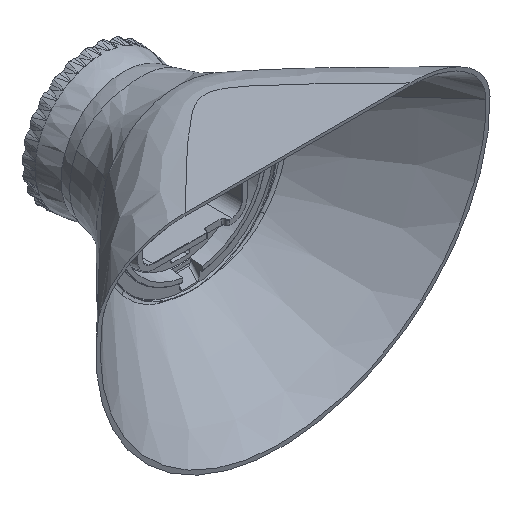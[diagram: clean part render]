
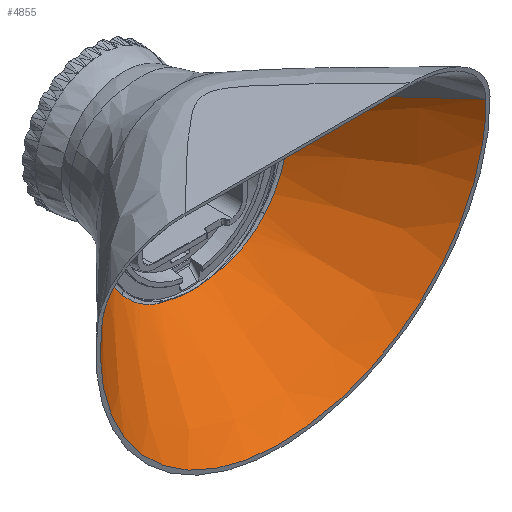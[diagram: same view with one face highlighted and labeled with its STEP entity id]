
A CAD part, isometric view. The second image highlights one B-rep face of the part: STEP entity #4855.
In plain terms, the highlighted conical face has half-angle 45 degrees and reference radius 33.151 mm.
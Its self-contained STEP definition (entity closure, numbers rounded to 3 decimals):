
#62=CONICAL_SURFACE('',#5227,33.151,0.785);
#296=ELLIPSE('',#5228,78.629,78.318);
#859=FACE_OUTER_BOUND('',#1156,.T.);
#1156=EDGE_LOOP('',(#4499,#4500,#4501,#4502,#4503,#4504,#4505,#4506,#4507,
#4508));
#1568=B_SPLINE_CURVE_WITH_KNOTS('',3,(#17231,#17232,#17233,#17234,#17235,
#17236),.UNSPECIFIED.,.F.,.F.,(4,2,4),(-0.612,0.,0.002),
 .UNSPECIFIED.);
#1576=B_SPLINE_CURVE_WITH_KNOTS('',3,(#17611,#17612,#17613,#17614,#17615),
 .UNSPECIFIED.,.F.,.F.,(4,1,4),(-1.812,-0.777,0.),
 .UNSPECIFIED.);
#1579=B_SPLINE_CURVE_WITH_KNOTS('',3,(#17654,#17655,#17656,#17657,#17658,
#17659),.UNSPECIFIED.,.F.,.F.,(4,2,4),(-0.615,-0.612,
0.),.UNSPECIFIED.);
#1580=B_SPLINE_CURVE_WITH_KNOTS('',3,(#17681,#17682,#17683,#17684,#17685),
 .UNSPECIFIED.,.F.,.F.,(4,1,4),(-1.812,-0.777,0.),
 .UNSPECIFIED.);
#1582=B_SPLINE_CURVE_WITH_KNOTS('',3,(#17932,#17933,#17934,#17935,#17936,
#17937,#17938,#17939),.UNSPECIFIED.,.F.,.F.,(4,1,1,1,1,4),(1.646,
2.817,3.987,6.327,7.107,7.513),
 .UNSPECIFIED.);
#1586=B_SPLINE_CURVE_WITH_KNOTS('',3,(#17993,#17994,#17995,#17996,#17997,
#17998,#17999,#18000),.UNSPECIFIED.,.F.,.F.,(4,1,1,1,1,4),(12.163,
12.178,13.349,15.689,16.859,18.029),
 .UNSPECIFIED.);
#1587=B_SPLINE_CURVE_WITH_KNOTS('',3,(#18003,#18004,#18005,#18006,#18007),
 .UNSPECIFIED.,.F.,.F.,(4,1,4),(-4.992,-4.14,-3.501),
 .UNSPECIFIED.);
#1756=CIRCLE('',#5214,38.089);
#1762=CIRCLE('',#5221,38.089);
#2232=VERTEX_POINT('',#17228);
#2233=VERTEX_POINT('',#17230);
#2234=VERTEX_POINT('',#17244);
#2237=VERTEX_POINT('',#17249);
#2241=VERTEX_POINT('',#17340);
#2245=VERTEX_POINT('',#17588);
#2247=VERTEX_POINT('',#17646);
#2248=VERTEX_POINT('',#17653);
#2249=VERTEX_POINT('',#17931);
#2256=VERTEX_POINT('',#17982);
#2979=EDGE_CURVE('',#2232,#2233,#1568,.T.);
#2984=EDGE_CURVE('',#2237,#2234,#1756,.T.);
#2996=EDGE_CURVE('',#2245,#2241,#1762,.T.);
#2997=EDGE_CURVE('',#2234,#2232,#1576,.T.);
#3000=EDGE_CURVE('',#2247,#2248,#1579,.T.);
#3002=EDGE_CURVE('',#2248,#2245,#1580,.T.);
#3004=EDGE_CURVE('',#2249,#2241,#1582,.T.);
#3012=EDGE_CURVE('',#2237,#2256,#1586,.T.);
#3013=EDGE_CURVE('',#2256,#2249,#296,.T.);
#3014=EDGE_CURVE('',#2233,#2247,#1587,.T.);
#4499=ORIENTED_EDGE('',*,*,#2979,.F.);
#4500=ORIENTED_EDGE('',*,*,#2997,.F.);
#4501=ORIENTED_EDGE('',*,*,#2984,.F.);
#4502=ORIENTED_EDGE('',*,*,#3012,.T.);
#4503=ORIENTED_EDGE('',*,*,#3013,.T.);
#4504=ORIENTED_EDGE('',*,*,#3004,.T.);
#4505=ORIENTED_EDGE('',*,*,#2996,.F.);
#4506=ORIENTED_EDGE('',*,*,#3002,.F.);
#4507=ORIENTED_EDGE('',*,*,#3000,.F.);
#4508=ORIENTED_EDGE('',*,*,#3014,.F.);
#4855=ADVANCED_FACE('',(#859),#62,.F.);
#5214=AXIS2_PLACEMENT_3D('',#17251,#6029,#6030);
#5221=AXIS2_PLACEMENT_3D('',#17590,#6043,#6044);
#5227=AXIS2_PLACEMENT_3D('',#18001,#6055,#6056);
#5228=AXIS2_PLACEMENT_3D('',#18002,#6057,#6058);
#6029=DIRECTION('center_axis',(0.,-1.,0.));
#6030=DIRECTION('ref_axis',(-0.93,0.,-0.367));
#6043=DIRECTION('center_axis',(0.,-1.,0.));
#6044=DIRECTION('ref_axis',(0.93,0.,-0.367));
#6055=DIRECTION('center_axis',(0.,-1.,0.));
#6056=DIRECTION('ref_axis',(0.,0.,-1.));
#6057=DIRECTION('center_axis',(0.,-0.998,
-0.063));
#6058=DIRECTION('ref_axis',(0.,0.063,-0.998));
#17228=CARTESIAN_POINT('',(-13.615,6.853,-35.219));
#17230=CARTESIAN_POINT('',(-7.427,7.108,-36.76));
#17231=CARTESIAN_POINT('Ctrl Pts',(-13.615,6.853,-35.219));
#17232=CARTESIAN_POINT('Ctrl Pts',(-11.606,6.95,-35.891));
#17233=CARTESIAN_POINT('Ctrl Pts',(-9.543,7.03,-36.411));
#17234=CARTESIAN_POINT('Ctrl Pts',(-7.443,7.108,-36.758));
#17235=CARTESIAN_POINT('Ctrl Pts',(-7.435,7.108,-36.759));
#17236=CARTESIAN_POINT('Ctrl Pts',(-7.427,7.108,-36.76));
#17244=CARTESIAN_POINT('',(-28.969,6.523,-24.729));
#17249=CARTESIAN_POINT('',(-34.507,6.522,16.124));
#17251=CARTESIAN_POINT('Origin',(0.,6.523,
0.));
#17340=CARTESIAN_POINT('',(34.51,6.523,16.123));
#17588=CARTESIAN_POINT('',(28.948,6.523,-24.754));
#17590=CARTESIAN_POINT('Origin',(0.,6.523,0.));
#17611=CARTESIAN_POINT('Ctrl Pts',(-28.969,6.523,-24.729));
#17612=CARTESIAN_POINT('Ctrl Pts',(-26.642,6.523,-27.456));
#17613=CARTESIAN_POINT('Ctrl Pts',(-21.85,6.576,-31.613));
#17614=CARTESIAN_POINT('Ctrl Pts',(-16.163,6.729,-34.366));
#17615=CARTESIAN_POINT('Ctrl Pts',(-13.615,6.853,-35.219));
#17646=CARTESIAN_POINT('',(7.395,7.108,-36.767));
#17653=CARTESIAN_POINT('',(13.585,6.853,-35.23));
#17654=CARTESIAN_POINT('Ctrl Pts',(7.395,7.108,-36.767));
#17655=CARTESIAN_POINT('Ctrl Pts',(7.404,7.108,-36.765));
#17656=CARTESIAN_POINT('Ctrl Pts',(7.412,7.108,-36.764));
#17657=CARTESIAN_POINT('Ctrl Pts',(9.512,7.03,-36.419));
#17658=CARTESIAN_POINT('Ctrl Pts',(11.576,6.95,-35.901));
#17659=CARTESIAN_POINT('Ctrl Pts',(13.585,6.853,-35.23));
#17681=CARTESIAN_POINT('Ctrl Pts',(13.585,6.853,-35.23));
#17682=CARTESIAN_POINT('Ctrl Pts',(16.983,6.688,-34.097));
#17683=CARTESIAN_POINT('Ctrl Pts',(22.586,6.568,-31.101));
#17684=CARTESIAN_POINT('Ctrl Pts',(27.201,6.523,-26.798));
#17685=CARTESIAN_POINT('Ctrl Pts',(28.948,6.523,-24.754));
#17931=CARTESIAN_POINT('',(78.049,-34.272,11.441));
#17932=CARTESIAN_POINT('Ctrl Pts',(78.049,-34.272,11.441));
#17933=CARTESIAN_POINT('Ctrl Pts',(75.258,-31.526,11.549));
#17934=CARTESIAN_POINT('Ctrl Pts',(69.666,-26.03,11.786));
#17935=CARTESIAN_POINT('Ctrl Pts',(58.414,-15.105,12.468));
#17936=CARTESIAN_POINT('Ctrl Pts',(48.027,-5.143,13.384));
#17937=CARTESIAN_POINT('Ctrl Pts',(38.902,2.936,15.034));
#17938=CARTESIAN_POINT('Ctrl Pts',(35.656,5.615,15.818));
#17939=CARTESIAN_POINT('Ctrl Pts',(34.51,6.523,16.123));
#17982=CARTESIAN_POINT('',(-78.049,-34.272,11.441));
#17993=CARTESIAN_POINT('Ctrl Pts',(-34.507,6.522,16.124));
#17994=CARTESIAN_POINT('Ctrl Pts',(-34.55,6.487,16.113));
#17995=CARTESIAN_POINT('Ctrl Pts',(-37.896,3.831,15.226));
#17996=CARTESIAN_POINT('Ctrl Pts',(-47.069,-4.241,
13.472));
#17997=CARTESIAN_POINT('Ctrl Pts',(-58.421,-15.104,12.466));
#17998=CARTESIAN_POINT('Ctrl Pts',(-69.663,-26.031,
11.787));
#17999=CARTESIAN_POINT('Ctrl Pts',(-75.258,-31.526,
11.549));
#18000=CARTESIAN_POINT('Ctrl Pts',(-78.049,-34.272,11.441));
#18001=CARTESIAN_POINT('Origin',(0.,11.46,
0.));
#18002=CARTESIAN_POINT('Origin',(0.,-33.863,
4.939));
#18003=CARTESIAN_POINT('Ctrl Pts',(-7.427,7.108,-36.76));
#18004=CARTESIAN_POINT('Ctrl Pts',(-4.664,7.064,-37.364));
#18005=CARTESIAN_POINT('Ctrl Pts',(0.366,7.03,-37.832));
#18006=CARTESIAN_POINT('Ctrl Pts',(5.316,7.075,-37.219));
#18007=CARTESIAN_POINT('Ctrl Pts',(7.395,7.108,-36.767));
